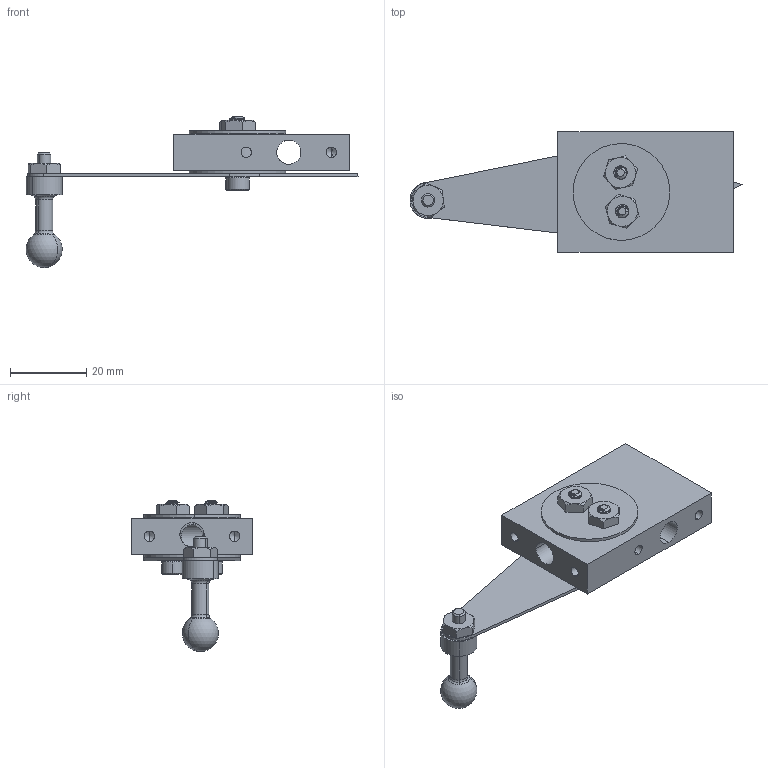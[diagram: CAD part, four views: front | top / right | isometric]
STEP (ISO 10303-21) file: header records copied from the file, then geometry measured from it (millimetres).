
FILE_DESCRIPTION((''),'2;1');
FILE_NAME('CONTROL_VALVE_ASM_2_SLDASM___ASM','2016-12-07T',('cxl300'),(''),'PRO/ENGINEER BY PARAMETRIC TECHNOLOGY CORPORATION, 2013230','PRO/ENGINEER BY PARAMETRIC TECHNOLOGY CORPORATION, 2013230','');
FILE_SCHEMA(('CONFIG_CONTROL_DESIGN','GEOMETRIC_VALIDATION_PROPERTIES_MIM'));
Length unit declared in the file: millimetre
Products named in the file (8): VALVE__CONTROL_2_ASS_Y_SLDPRT_; DISC__CONTROL_VALVE_2_ASS_Y_SL_; CONTROL_DISC_2_ASS_Y_SLDPRT_; ARM__CONTROL_INDICATOR_ASS_Y_S_; HNUT_UNC_313_SAE08_STL_CR1; HCSC_UNC_313_150_SAE08_ZCR_CR1; KNOB__CONTROL_2_ASSY_SLDPRT_; CONTROL_VALVE_ASM_2_SLDASM___ASM
Assembly tree (11 placements, depth 2):
  CONTROL_VALVE_ASM_2_SLDASM___ASM
    VALVE__CONTROL_2_ASS_Y_SLDPRT_
    DISC__CONTROL_VALVE_2_ASS_Y_SL_
    CONTROL_DISC_2_ASS_Y_SLDPRT_  x2
    ARM__CONTROL_INDICATOR_ASS_Y_S_
    HNUT_UNC_313_SAE08_STL_CR1  x3
    HCSC_UNC_313_150_SAE08_ZCR_CR1  x2
    KNOB__CONTROL_2_ASSY_SLDPRT_
Bounding box: 87.17 x 31.75 x 39.69 mm (x, y, z)
Volume: 15119.8 mm3; surface area: 14177.9 mm2
Topology: 11 solids, 11 shells, 449 faces, 1139 edges, 707 vertices
Faces by surface type: cylinder 263, cone 106, plane 66, torus 8, bspline 4, sphere 2
Entity records: 14510 total; most frequent: CARTESIAN_POINT 8366, ORIENTED_EDGE 1236, DIRECTION 1096, EDGE_CURVE 618, AXIS2_PLACEMENT_3D 432, VERTEX_POINT 393, EDGE_LOOP 279, FACE_OUTER_BOUND 242
